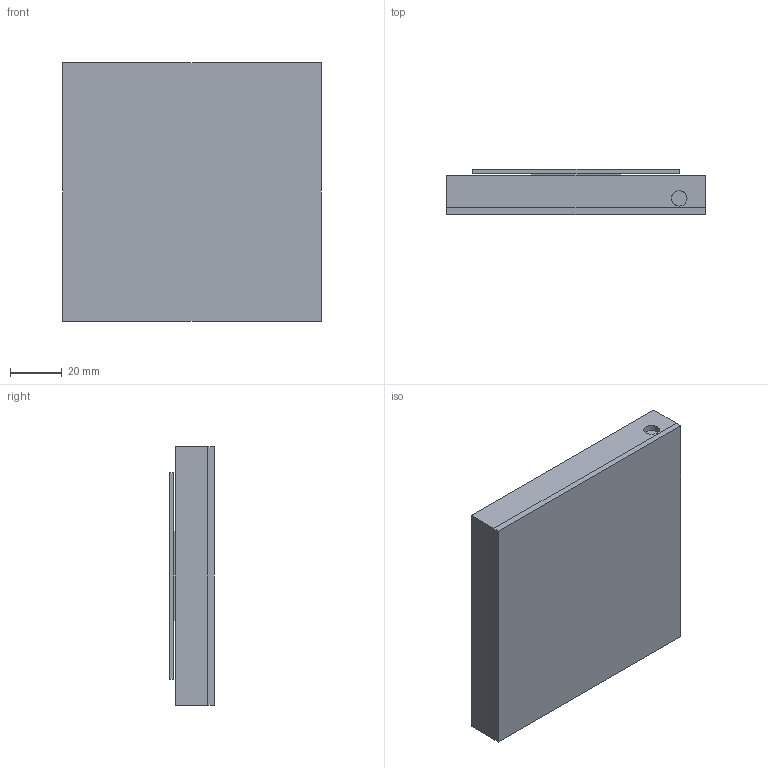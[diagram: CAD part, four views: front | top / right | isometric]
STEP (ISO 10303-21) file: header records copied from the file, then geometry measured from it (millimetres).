
FILE_DESCRIPTION(('FreeCAD Model'),'2;1');
FILE_NAME('Open CASCADE Shape Model','2024-11-01T19:46:28',(''),(''), 'Open CASCADE STEP processor 7.6','FreeCAD','Unknown');
FILE_SCHEMA(('AUTOMOTIVE_DESIGN { 1 0 10303 214 1 1 1 1 }'));
Length unit declared in the file: millimetre
Products named in the file (4): _sborka; kanava_001; Base_001; ootisk_001
Assembly tree (3 placements, depth 2):
  _sborka
    kanava_001
    Base_001
    ootisk_001
Bounding box: 100 x 17.3 x 100 mm (x, y, z)
Volume: 160438.6 mm3; surface area: 94836.8 mm2
Topology: 5 solids, 5 shells, 154 faces, 328 edges, 184 vertices
Faces by surface type: plane 86, cylinder 40, revolution 16, extrusion 12
Full cylindrical faces by diameter (mm): 6 x2
Entity records: 4255 total; most frequent: DIRECTION 762, CARTESIAN_POINT 750, ORIENTED_EDGE 652, EDGE_CURVE 326, AXIS2_PLACEMENT_3D 256, VECTOR 234, LINE 222, VERTEX_POINT 184
